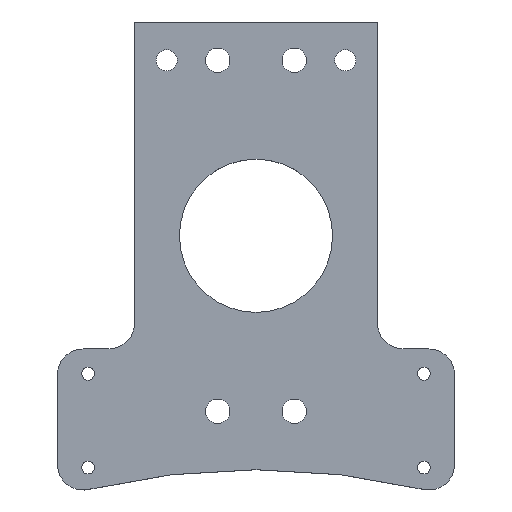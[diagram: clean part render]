
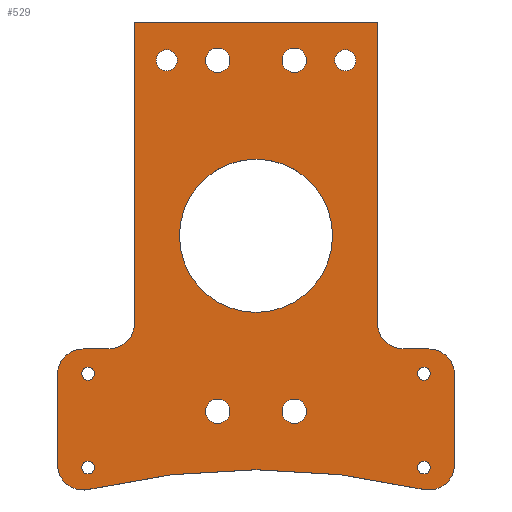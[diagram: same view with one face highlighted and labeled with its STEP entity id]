
A CAD part, top view. The second image highlights one B-rep face of the part: STEP entity #529.
In plain terms, the highlighted planar face has unit normal (0, 0, 1).
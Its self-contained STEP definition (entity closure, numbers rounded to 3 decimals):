
#22=CIRCLE('',#567,1.913);
#24=CIRCLE('',#570,1.913);
#26=CIRCLE('',#573,12.);
#29=CIRCLE('',#577,1.913);
#31=CIRCLE('',#580,1.913);
#32=CIRCLE('',#582,1.65);
#33=CIRCLE('',#583,1.65);
#34=CIRCLE('',#584,4.);
#35=CIRCLE('',#585,4.);
#36=CIRCLE('',#586,113.337);
#37=CIRCLE('',#587,4.);
#38=CIRCLE('',#588,4.);
#39=CIRCLE('',#589,4.);
#40=CIRCLE('',#590,4.);
#41=CIRCLE('',#591,1.);
#42=CIRCLE('',#592,1.);
#43=CIRCLE('',#593,1.);
#44=CIRCLE('',#594,1.);
#100=ORIENTED_EDGE('',*,*,#230,.T.);
#101=ORIENTED_EDGE('',*,*,#231,.T.);
#102=ORIENTED_EDGE('',*,*,#232,.T.);
#103=ORIENTED_EDGE('',*,*,#233,.T.);
#104=ORIENTED_EDGE('',*,*,#234,.T.);
#105=ORIENTED_EDGE('',*,*,#235,.T.);
#106=ORIENTED_EDGE('',*,*,#236,.T.);
#107=ORIENTED_EDGE('',*,*,#237,.T.);
#108=ORIENTED_EDGE('',*,*,#238,.T.);
#109=ORIENTED_EDGE('',*,*,#239,.T.);
#110=ORIENTED_EDGE('',*,*,#240,.T.);
#111=ORIENTED_EDGE('',*,*,#241,.T.);
#112=ORIENTED_EDGE('',*,*,#210,.T.);
#113=ORIENTED_EDGE('',*,*,#216,.T.);
#114=ORIENTED_EDGE('',*,*,#219,.T.);
#115=ORIENTED_EDGE('',*,*,#242,.T.);
#116=ORIENTED_EDGE('',*,*,#229,.T.);
#117=ORIENTED_EDGE('',*,*,#227,.F.);
#118=ORIENTED_EDGE('',*,*,#224,.T.);
#119=ORIENTED_EDGE('',*,*,#222,.T.);
#120=ORIENTED_EDGE('',*,*,#220,.F.);
#121=ORIENTED_EDGE('',*,*,#243,.T.);
#122=ORIENTED_EDGE('',*,*,#244,.T.);
#123=ORIENTED_EDGE('',*,*,#245,.T.);
#124=ORIENTED_EDGE('',*,*,#246,.T.);
#210=EDGE_CURVE('',#276,#277,#328,.T.);
#216=EDGE_CURVE('',#277,#281,#334,.T.);
#219=EDGE_CURVE('',#281,#283,#337,.T.);
#220=EDGE_CURVE('',#284,#284,#22,.T.);
#222=EDGE_CURVE('',#286,#286,#24,.T.);
#224=EDGE_CURVE('',#288,#288,#26,.T.);
#227=EDGE_CURVE('',#291,#291,#29,.T.);
#229=EDGE_CURVE('',#293,#293,#31,.T.);
#230=EDGE_CURVE('',#294,#294,#32,.T.);
#231=EDGE_CURVE('',#295,#295,#33,.T.);
#232=EDGE_CURVE('',#296,#297,#338,.T.);
#233=EDGE_CURVE('',#297,#298,#34,.T.);
#234=EDGE_CURVE('',#298,#299,#339,.T.);
#235=EDGE_CURVE('',#299,#300,#35,.T.);
#236=EDGE_CURVE('',#300,#301,#36,.T.);
#237=EDGE_CURVE('',#301,#302,#37,.T.);
#238=EDGE_CURVE('',#302,#303,#340,.T.);
#239=EDGE_CURVE('',#303,#304,#38,.T.);
#240=EDGE_CURVE('',#304,#305,#341,.T.);
#241=EDGE_CURVE('',#305,#276,#39,.F.);
#242=EDGE_CURVE('',#283,#296,#40,.F.);
#243=EDGE_CURVE('',#306,#306,#41,.T.);
#244=EDGE_CURVE('',#307,#307,#42,.T.);
#245=EDGE_CURVE('',#308,#308,#43,.T.);
#246=EDGE_CURVE('',#309,#309,#44,.T.);
#276=VERTEX_POINT('',#797);
#277=VERTEX_POINT('',#798);
#281=VERTEX_POINT('',#808);
#283=VERTEX_POINT('',#814);
#284=VERTEX_POINT('',#818);
#286=VERTEX_POINT('',#823);
#288=VERTEX_POINT('',#828);
#291=VERTEX_POINT('',#835);
#293=VERTEX_POINT('',#840);
#294=VERTEX_POINT('',#843);
#295=VERTEX_POINT('',#845);
#296=VERTEX_POINT('',#847);
#297=VERTEX_POINT('',#848);
#298=VERTEX_POINT('',#850);
#299=VERTEX_POINT('',#852);
#300=VERTEX_POINT('',#854);
#301=VERTEX_POINT('',#856);
#302=VERTEX_POINT('',#858);
#303=VERTEX_POINT('',#860);
#304=VERTEX_POINT('',#862);
#305=VERTEX_POINT('',#864);
#306=VERTEX_POINT('',#868);
#307=VERTEX_POINT('',#870);
#308=VERTEX_POINT('',#872);
#309=VERTEX_POINT('',#874);
#328=LINE('',#796,#356);
#334=LINE('',#809,#362);
#337=LINE('',#815,#365);
#338=LINE('',#846,#366);
#339=LINE('',#851,#367);
#340=LINE('',#859,#368);
#341=LINE('',#863,#369);
#356=VECTOR('',#634,1000.);
#362=VECTOR('',#642,1000.);
#365=VECTOR('',#647,1000.);
#366=VECTOR('',#684,1000.);
#367=VECTOR('',#687,1000.);
#368=VECTOR('',#694,1000.);
#369=VECTOR('',#697,1000.);
#397=EDGE_LOOP('',(#100));
#398=EDGE_LOOP('',(#101));
#399=EDGE_LOOP('',(#102,#103,#104,#105,#106,#107,#108,#109,#110,#111,#112,
#113,#114,#115));
#400=EDGE_LOOP('',(#116));
#401=EDGE_LOOP('',(#117));
#402=EDGE_LOOP('',(#118));
#403=EDGE_LOOP('',(#119));
#404=EDGE_LOOP('',(#120));
#405=EDGE_LOOP('',(#121));
#406=EDGE_LOOP('',(#122));
#407=EDGE_LOOP('',(#123));
#408=EDGE_LOOP('',(#124));
#461=FACE_BOUND('',#397,.T.);
#462=FACE_BOUND('',#398,.T.);
#463=FACE_BOUND('',#399,.T.);
#464=FACE_BOUND('',#400,.T.);
#465=FACE_BOUND('',#401,.T.);
#466=FACE_BOUND('',#402,.T.);
#467=FACE_BOUND('',#403,.T.);
#468=FACE_BOUND('',#404,.T.);
#469=FACE_BOUND('',#405,.T.);
#470=FACE_BOUND('',#406,.T.);
#471=FACE_BOUND('',#407,.T.);
#472=FACE_BOUND('',#408,.T.);
#515=PLANE('',#581);
#529=ADVANCED_FACE('',(#461,#462,#463,#464,#465,#466,#467,#468,#469,#470,
#471,#472),#515,.T.);
#567=AXIS2_PLACEMENT_3D('',#817,#650,#651);
#570=AXIS2_PLACEMENT_3D('',#822,#656,#657);
#573=AXIS2_PLACEMENT_3D('',#827,#662,#663);
#577=AXIS2_PLACEMENT_3D('',#834,#670,#671);
#580=AXIS2_PLACEMENT_3D('',#839,#676,#677);
#581=AXIS2_PLACEMENT_3D('',#841,#678,#679);
#582=AXIS2_PLACEMENT_3D('',#842,#680,#681);
#583=AXIS2_PLACEMENT_3D('',#844,#682,#683);
#584=AXIS2_PLACEMENT_3D('',#849,#685,#686);
#585=AXIS2_PLACEMENT_3D('',#853,#688,#689);
#586=AXIS2_PLACEMENT_3D('',#855,#690,#691);
#587=AXIS2_PLACEMENT_3D('',#857,#692,#693);
#588=AXIS2_PLACEMENT_3D('',#861,#695,#696);
#589=AXIS2_PLACEMENT_3D('',#865,#698,#699);
#590=AXIS2_PLACEMENT_3D('',#866,#700,#701);
#591=AXIS2_PLACEMENT_3D('',#867,#702,#703);
#592=AXIS2_PLACEMENT_3D('',#869,#704,#705);
#593=AXIS2_PLACEMENT_3D('',#871,#706,#707);
#594=AXIS2_PLACEMENT_3D('',#873,#708,#709);
#634=DIRECTION('',(0.,1.,0.));
#642=DIRECTION('',(-1.,0.,0.));
#647=DIRECTION('',(0.,-1.,0.));
#650=DIRECTION('',(0.,0.,1.));
#651=DIRECTION('',(1.,0.,0.));
#656=DIRECTION('',(0.,0.,-1.));
#657=DIRECTION('',(1.,0.,0.));
#662=DIRECTION('',(0.,0.,-1.));
#663=DIRECTION('',(1.,0.,0.));
#670=DIRECTION('',(0.,0.,1.));
#671=DIRECTION('',(1.,0.,0.));
#676=DIRECTION('',(0.,0.,-1.));
#677=DIRECTION('',(1.,0.,0.));
#678=DIRECTION('',(0.,0.,1.));
#679=DIRECTION('',(1.,0.,0.));
#680=DIRECTION('',(0.,0.,-1.));
#681=DIRECTION('',(-1.,0.,0.));
#682=DIRECTION('',(0.,0.,-1.));
#683=DIRECTION('',(-1.,0.,0.));
#684=DIRECTION('',(-1.,0.,0.));
#685=DIRECTION('',(0.,0.,1.));
#686=DIRECTION('',(1.,0.,0.));
#687=DIRECTION('',(0.,-1.,0.));
#688=DIRECTION('',(0.,0.,1.));
#689=DIRECTION('',(1.,0.,0.));
#690=DIRECTION('',(0.,0.,-1.));
#691=DIRECTION('',(0.,1.,0.));
#692=DIRECTION('',(0.,0.,1.));
#693=DIRECTION('',(1.,0.,0.));
#694=DIRECTION('',(0.,1.,0.));
#695=DIRECTION('',(0.,0.,1.));
#696=DIRECTION('',(1.,0.,0.));
#697=DIRECTION('',(-1.,0.,0.));
#698=DIRECTION('',(0.,0.,1.));
#699=DIRECTION('',(1.,0.,0.));
#700=DIRECTION('',(0.,0.,1.));
#701=DIRECTION('',(1.,0.,0.));
#702=DIRECTION('',(0.,0.,-1.));
#703=DIRECTION('',(0.,1.,0.));
#704=DIRECTION('',(0.,0.,-1.));
#705=DIRECTION('',(0.,1.,0.));
#706=DIRECTION('',(0.,0.,-1.));
#707=DIRECTION('',(0.,1.,0.));
#708=DIRECTION('',(0.,0.,-1.));
#709=DIRECTION('',(0.,1.,0.));
#796=CARTESIAN_POINT('',(19.05,-33.5,4.763));
#797=CARTESIAN_POINT('',(19.05,-13.729,4.763));
#798=CARTESIAN_POINT('',(19.05,33.5,4.763));
#808=CARTESIAN_POINT('',(-19.05,33.5,4.763));
#809=CARTESIAN_POINT('',(19.05,33.5,4.763));
#814=CARTESIAN_POINT('',(-19.05,-13.729,4.763));
#815=CARTESIAN_POINT('',(-19.05,33.5,4.763));
#817=CARTESIAN_POINT('',(-6.,-27.5,4.763));
#818=CARTESIAN_POINT('',(-4.087,-27.5,4.763));
#822=CARTESIAN_POINT('',(6.,-27.5,4.763));
#823=CARTESIAN_POINT('',(7.913,-27.5,4.763));
#827=CARTESIAN_POINT('',(0.,0.,4.763));
#828=CARTESIAN_POINT('',(12.,0.,4.763));
#834=CARTESIAN_POINT('',(6.,27.5,4.763));
#835=CARTESIAN_POINT('',(7.913,27.5,4.763));
#839=CARTESIAN_POINT('',(-6.,27.5,4.763));
#840=CARTESIAN_POINT('',(-4.087,27.5,4.763));
#841=CARTESIAN_POINT('',(0.,0.,4.763));
#842=CARTESIAN_POINT('',(-14.,27.5,4.763));
#843=CARTESIAN_POINT('',(-15.65,27.5,4.763));
#844=CARTESIAN_POINT('',(14.,27.5,4.763));
#845=CARTESIAN_POINT('',(12.35,27.5,4.763));
#846=CARTESIAN_POINT('',(-19.05,-17.729,4.763));
#847=CARTESIAN_POINT('',(-23.05,-17.729,4.763));
#848=CARTESIAN_POINT('',(-27.101,-17.729,4.763));
#849=CARTESIAN_POINT('',(-27.101,-21.729,4.763));
#850=CARTESIAN_POINT('',(-31.101,-21.729,4.763));
#851=CARTESIAN_POINT('',(-31.101,-17.729,4.763));
#852=CARTESIAN_POINT('',(-31.101,-35.835,4.763));
#853=CARTESIAN_POINT('',(-27.101,-35.835,4.763));
#854=CARTESIAN_POINT('',(-26.177,-39.727,4.763));
#855=CARTESIAN_POINT('',(0.,-150.,4.763));
#856=CARTESIAN_POINT('',(26.177,-39.727,4.763));
#857=CARTESIAN_POINT('',(27.101,-35.835,4.763));
#858=CARTESIAN_POINT('',(31.101,-35.835,4.763));
#859=CARTESIAN_POINT('',(31.101,-41.013,4.763));
#860=CARTESIAN_POINT('',(31.101,-21.729,4.763));
#861=CARTESIAN_POINT('',(27.101,-21.729,4.763));
#862=CARTESIAN_POINT('',(27.101,-17.729,4.763));
#863=CARTESIAN_POINT('',(31.101,-17.729,4.763));
#864=CARTESIAN_POINT('',(23.05,-17.729,4.763));
#865=CARTESIAN_POINT('',(23.05,-13.729,4.763));
#866=CARTESIAN_POINT('',(-23.05,-13.729,4.763));
#867=CARTESIAN_POINT('',(26.317,-21.622,4.763));
#868=CARTESIAN_POINT('',(26.317,-20.622,4.763));
#869=CARTESIAN_POINT('',(26.317,-36.322,4.763));
#870=CARTESIAN_POINT('',(26.317,-35.322,4.763));
#871=CARTESIAN_POINT('',(-26.317,-21.622,4.763));
#872=CARTESIAN_POINT('',(-26.317,-20.622,4.763));
#873=CARTESIAN_POINT('',(-26.317,-36.322,4.763));
#874=CARTESIAN_POINT('',(-26.317,-35.322,4.763));
